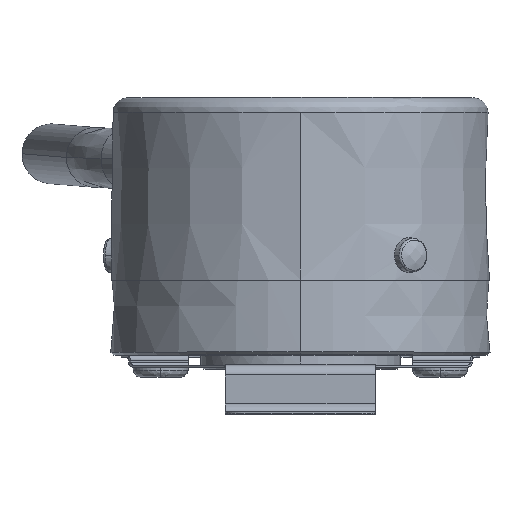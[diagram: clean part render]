
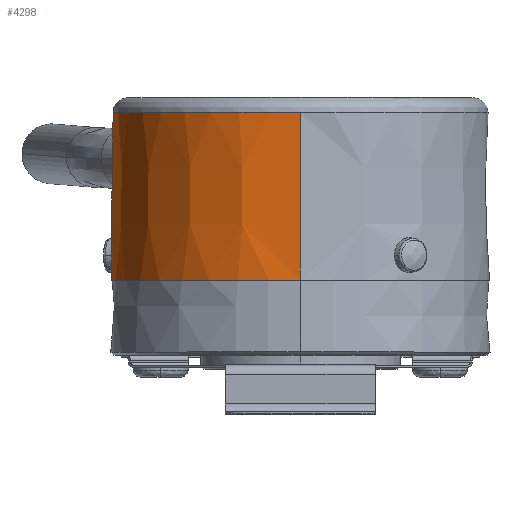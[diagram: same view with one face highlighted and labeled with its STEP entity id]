
A CAD part, top view. The second image highlights one B-rep face of the part: STEP entity #4298.
In plain terms, the highlighted conical face has half-angle 0.5 degrees and reference radius 18.946 mm.
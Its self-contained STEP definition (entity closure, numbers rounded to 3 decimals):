
#251 = CARTESIAN_POINT ( 'NONE',  ( -18.509, 9.446, -3.965 ) ) ;
#331 = CARTESIAN_POINT ( 'NONE',  ( -18.137, 9.038, -5.433 ) ) ;
#370 = CARTESIAN_POINT ( 'NONE',  ( -17.975, 9.712, -5.926 ) ) ;
#682 = FACE_BOUND ( 'NONE', #1545, .T. ) ;
#772 = CARTESIAN_POINT ( 'NONE',  ( -18.343, 11.072, -4.618 ) ) ;
#893 = CARTESIAN_POINT ( 'NONE',  ( -18.307, 11.1, -4.758 ) ) ;
#912 = CARTESIAN_POINT ( 'NONE',  ( 0., 7.5, 18.946 ) ) ;
#1036 = CARTESIAN_POINT ( 'NONE',  ( -15.562, 24.313, -10.547 ) ) ;
#1070 = ORIENTED_EDGE ( 'NONE', *, *, #8895, .T. ) ;
#1189 = CARTESIAN_POINT ( 'NONE',  ( -18.53, 9.712, -3.856 ) ) ;
#1263 = DIRECTION ( 'NONE',  ( 0., -1., 0. ) ) ;
#1545 = EDGE_LOOP ( 'NONE', ( #12456, #6518 ) ) ;
#1621 = VERTEX_POINT ( 'NONE', #3787 ) ;
#1757 = CARTESIAN_POINT ( 'NONE',  ( -18.407, 10.962, -4.359 ) ) ;
#1773 = B_SPLINE_CURVE_WITH_KNOTS ( 'NONE', 3,
 ( #8027, #2193, #1189, #251, #11970, #10889, #2231, #9817, #4210, #5103, #4037, #331, #11887, #10925, #9900, #370, #3247, #10804 ),
 .UNSPECIFIED., .F., .F.,
 ( 4, 2, 2, 2, 2, 2, 2, 2, 4 ),
 ( 0., 0., 0.001, 0.001, 0.002, 0.002, 0.003, 0.003, 0.003 ),
 .UNSPECIFIED. ) ;
#1929 = VERTEX_POINT ( 'NONE', #3499 ) ;
#1989 = ORIENTED_EDGE ( 'NONE', *, *, #9522, .F. ) ;
#2092 = CARTESIAN_POINT ( 'NONE',  ( -15.468, 12.899, -10.859 ) ) ;
#2193 = CARTESIAN_POINT ( 'NONE',  ( -18.534, 9.855, -3.827 ) ) ;
#2231 = CARTESIAN_POINT ( 'NONE',  ( -18.423, 9.039, -4.363 ) ) ;
#2478 = VERTEX_POINT ( 'NONE', #6667 ) ;
#2494 = FACE_OUTER_BOUND ( 'NONE', #2839, .T. ) ;
#2676 = CARTESIAN_POINT ( 'NONE',  ( -18.533, 10., -3.827 ) ) ;
#2748 = CARTESIAN_POINT ( 'NONE',  ( -18.027, 10.676, -5.74 ) ) ;
#2813 = B_SPLINE_CURVE_WITH_KNOTS ( 'NONE', 3,
 ( #5719, #4617, #5557, #7502, #2748, #5601, #12361, #6498, #4696, #893, #772, #1757, #3731, #11465, #12440, #7625, #2836, #2676 ),
 .UNSPECIFIED., .F., .F.,
 ( 4, 2, 2, 2, 2, 2, 2, 2, 4 ),
 ( 0.003, 0.004, 0.004, 0.005, 0.005, 0.006, 0.006, 0.006, 0.007 ),
 .UNSPECIFIED. ) ;
#2836 = CARTESIAN_POINT ( 'NONE',  ( -18.532, 10.145, -3.827 ) ) ;
#2839 = EDGE_LOOP ( 'NONE', ( #1989, #5753, #9232, #1070 ) ) ;
#2893 = VECTOR ( 'NONE', #10581, 1000. ) ;
#3144 = CARTESIAN_POINT ( 'NONE',  ( -15.417, 7.5, -11.012 ) ) ;
#3247 = CARTESIAN_POINT ( 'NONE',  ( -17.965, 9.855, -5.952 ) ) ;
#3386 = DIRECTION ( 'NONE',  ( 0., 1., 0. ) ) ;
#3499 = CARTESIAN_POINT ( 'NONE',  ( -18.533, 10., -3.827 ) ) ;
#3597 = DIRECTION ( 'NONE',  ( 0.259, 0., -0.966 ) ) ;
#3731 = CARTESIAN_POINT ( 'NONE',  ( -18.435, 10.881, -4.241 ) ) ;
#3787 = CARTESIAN_POINT ( 'NONE',  ( 0., 24.313, 18.799 ) ) ;
#3896 = EDGE_CURVE ( 'NONE', #1621, #7718, #9441, .T. ) ;
#3939 = CARTESIAN_POINT ( 'NONE',  ( -15.562, 24.313, -10.547 ) ) ;
#4037 = CARTESIAN_POINT ( 'NONE',  ( -18.212, 8.928, -5.177 ) ) ;
#4210 = CARTESIAN_POINT ( 'NONE',  ( -18.326, 8.9, -4.761 ) ) ;
#4260 = AXIS2_PLACEMENT_3D ( 'NONE', #4568, #8387, #3597 ) ;
#4298 = ADVANCED_FACE ( 'NONE', ( #2494, #682 ), #6400, .T. ) ;
#4500 = CIRCLE ( 'NONE', #6678, 18.946 ) ;
#4568 = CARTESIAN_POINT ( 'NONE',  ( 0., 24.313, 0. ) ) ;
#4617 = CARTESIAN_POINT ( 'NONE',  ( -17.962, 10.145, -5.952 ) ) ;
#4623 = EDGE_CURVE ( 'NONE', #7718, #7953, #12382, .T. ) ;
#4696 = CARTESIAN_POINT ( 'NONE',  ( -18.233, 11.1, -5.035 ) ) ;
#5103 = CARTESIAN_POINT ( 'NONE',  ( -18.252, 8.9, -5.038 ) ) ;
#5420 = CARTESIAN_POINT ( 'NONE',  ( 0., 7.5, 0. ) ) ;
#5557 = CARTESIAN_POINT ( 'NONE',  ( -17.97, 10.288, -5.924 ) ) ;
#5601 = CARTESIAN_POINT ( 'NONE',  ( -18.085, 10.879, -5.546 ) ) ;
#5696 = EDGE_CURVE ( 'NONE', #1929, #12431, #1773, .T. ) ;
#5719 = CARTESIAN_POINT ( 'NONE',  ( -17.964, 10., -5.952 ) ) ;
#5753 = ORIENTED_EDGE ( 'NONE', *, *, #3896, .T. ) ;
#6054 = LINE ( 'NONE', #912, #2893 ) ;
#6400 = CONICAL_SURFACE ( 'NONE', #10491, 18.946, 0.009 ) ;
#6498 = CARTESIAN_POINT ( 'NONE',  ( -18.194, 11.071, -5.174 ) ) ;
#6518 = ORIENTED_EDGE ( 'NONE', *, *, #10869, .T. ) ;
#6667 = CARTESIAN_POINT ( 'NONE',  ( 0., 7.5, 18.946 ) ) ;
#6678 = AXIS2_PLACEMENT_3D ( 'NONE', #5420, #3386, #12102 ) ;
#7502 = CARTESIAN_POINT ( 'NONE',  ( -18.002, 10.554, -5.819 ) ) ;
#7625 = CARTESIAN_POINT ( 'NONE',  ( -18.525, 10.288, -3.855 ) ) ;
#7718 = VERTEX_POINT ( 'NONE', #1036 ) ;
#7953 = VERTEX_POINT ( 'NONE', #8244 ) ;
#7986 = CARTESIAN_POINT ( 'NONE',  ( -17.964, 10., -5.952 ) ) ;
#8027 = CARTESIAN_POINT ( 'NONE',  ( -18.533, 10., -3.827 ) ) ;
#8244 = CARTESIAN_POINT ( 'NONE',  ( -15.417, 7.5, -11.012 ) ) ;
#8387 = DIRECTION ( 'NONE',  ( 0., -1., 0. ) ) ;
#8895 = EDGE_CURVE ( 'NONE', #7953, #2478, #4500, .T. ) ;
#8918 = CARTESIAN_POINT ( 'NONE',  ( -15.516, 18.503, -10.704 ) ) ;
#9232 = ORIENTED_EDGE ( 'NONE', *, *, #4623, .T. ) ;
#9441 = CIRCLE ( 'NONE', #4260, 18.799 ) ;
#9522 = EDGE_CURVE ( 'NONE', #1621, #2478, #6054, .T. ) ;
#9817 = CARTESIAN_POINT ( 'NONE',  ( -18.361, 8.929, -4.621 ) ) ;
#9900 = CARTESIAN_POINT ( 'NONE',  ( -18.012, 9.445, -5.821 ) ) ;
#10491 = AXIS2_PLACEMENT_3D ( 'NONE', #10921, #1263, #11842 ) ;
#10581 = DIRECTION ( 'NONE',  ( 0., -1., 0.009 ) ) ;
#10804 = CARTESIAN_POINT ( 'NONE',  ( -17.964, 10., -5.952 ) ) ;
#10869 = EDGE_CURVE ( 'NONE', #12431, #1929, #2813, .T. ) ;
#10889 = CARTESIAN_POINT ( 'NONE',  ( -18.45, 9.121, -4.243 ) ) ;
#10921 = CARTESIAN_POINT ( 'NONE',  ( 0., 7.5, 0. ) ) ;
#10925 = CARTESIAN_POINT ( 'NONE',  ( -18.038, 9.324, -5.744 ) ) ;
#11465 = CARTESIAN_POINT ( 'NONE',  ( -18.482, 10.676, -4.041 ) ) ;
#11842 = DIRECTION ( 'NONE',  ( 0., 0., -1. ) ) ;
#11887 = CARTESIAN_POINT ( 'NONE',  ( -18.101, 9.119, -5.548 ) ) ;
#11970 = CARTESIAN_POINT ( 'NONE',  ( -18.493, 9.324, -4.045 ) ) ;
#12102 = DIRECTION ( 'NONE',  ( 0., 0., -1. ) ) ;
#12361 = CARTESIAN_POINT ( 'NONE',  ( -18.12, 10.961, -5.429 ) ) ;
#12382 = B_SPLINE_CURVE_WITH_KNOTS ( 'NONE', 3,
 ( #3939, #8918, #2092, #3144 ),
 .UNSPECIFIED., .F., .F.,
 ( 4, 4 ),
 ( 0., 1. ),
 .UNSPECIFIED. ) ;
#12431 = VERTEX_POINT ( 'NONE', #7986 ) ;
#12440 = CARTESIAN_POINT ( 'NONE',  ( -18.5, 10.555, -3.962 ) ) ;
#12456 = ORIENTED_EDGE ( 'NONE', *, *, #5696, .T. ) ;
